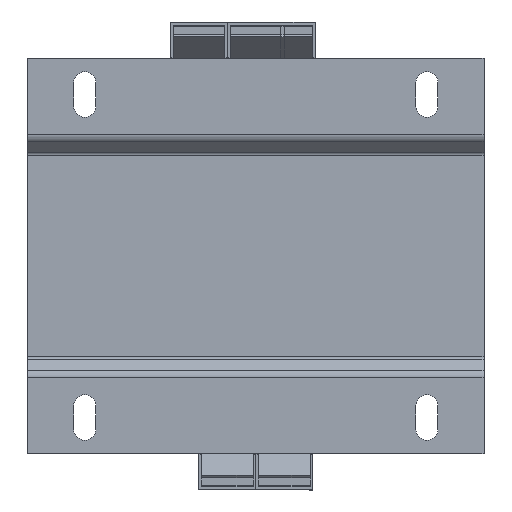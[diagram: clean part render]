
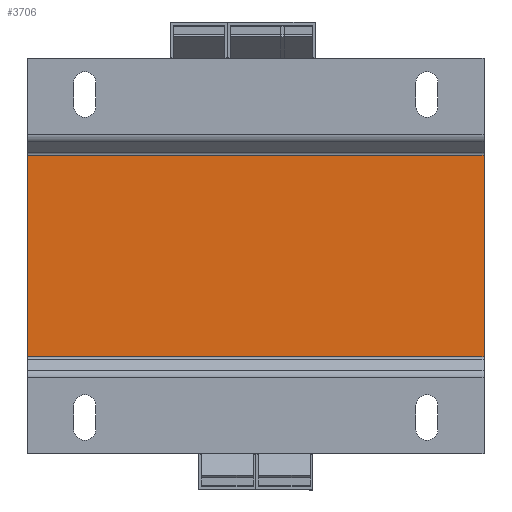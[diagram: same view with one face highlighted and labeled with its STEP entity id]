
A CAD part, front view. The second image highlights one B-rep face of the part: STEP entity #3706.
In plain terms, the highlighted planar face has unit normal (0, -1, 0).
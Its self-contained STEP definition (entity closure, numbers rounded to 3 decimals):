
#495 = DIRECTION ( 'NONE',  ( 1., 0., 0. ) ) ;
#868 = ORIENTED_EDGE ( 'NONE', *, *, #7031, .F. ) ;
#896 = CARTESIAN_POINT ( 'NONE',  ( -60., -51.5, -52. ) ) ;
#952 = VECTOR ( 'NONE', #11434, 1000. ) ;
#1471 = ORIENTED_EDGE ( 'NONE', *, *, #7852, .F. ) ;
#1716 = LINE ( 'NONE', #896, #6237 ) ;
#2166 = PLANE ( 'NONE',  #2318 ) ;
#2318 = AXIS2_PLACEMENT_3D ( 'NONE', #8496, #9504, #4298 ) ;
#3316 = EDGE_CURVE ( 'NONE', #6612, #10627, #8418, .T. ) ;
#3677 = VECTOR ( 'NONE', #6536, 1000. ) ;
#3706 = ADVANCED_FACE ( 'NONE', ( #5177 ), #2166, .F. ) ;
#4298 = DIRECTION ( 'NONE',  ( 0., 0., -1. ) ) ;
#4588 = CARTESIAN_POINT ( 'NONE',  ( -60., -51.5, -26.5 ) ) ;
#4853 = CARTESIAN_POINT ( 'NONE',  ( 60., -51.5, -26.5 ) ) ;
#5090 = DIRECTION ( 'NONE',  ( 0., 0., 1. ) ) ;
#5177 = FACE_OUTER_BOUND ( 'NONE', #12046, .T. ) ;
#5423 = ORIENTED_EDGE ( 'NONE', *, *, #5621, .F. ) ;
#5621 = EDGE_CURVE ( 'NONE', #6612, #6197, #1716, .T. ) ;
#6197 = VERTEX_POINT ( 'NONE', #9009 ) ;
#6237 = VECTOR ( 'NONE', #5090, 1000. ) ;
#6536 = DIRECTION ( 'NONE',  ( 1., 0., 0. ) ) ;
#6612 = VERTEX_POINT ( 'NONE', #4588 ) ;
#7031 = EDGE_CURVE ( 'NONE', #7543, #10627, #7894, .T. ) ;
#7543 = VERTEX_POINT ( 'NONE', #11464 ) ;
#7852 = EDGE_CURVE ( 'NONE', #6197, #7543, #12104, .T. ) ;
#7894 = LINE ( 'NONE', #8341, #952 ) ;
#8341 = CARTESIAN_POINT ( 'NONE',  ( 60., -51.5, -52. ) ) ;
#8418 = LINE ( 'NONE', #11816, #11829 ) ;
#8496 = CARTESIAN_POINT ( 'NONE',  ( 0., -51.5, 0. ) ) ;
#9009 = CARTESIAN_POINT ( 'NONE',  ( -60., -51.5, 26.5 ) ) ;
#9504 = DIRECTION ( 'NONE',  ( 0., 1., 0. ) ) ;
#9971 = ORIENTED_EDGE ( 'NONE', *, *, #3316, .T. ) ;
#10627 = VERTEX_POINT ( 'NONE', #4853 ) ;
#11434 = DIRECTION ( 'NONE',  ( 0., 0., -1. ) ) ;
#11464 = CARTESIAN_POINT ( 'NONE',  ( 60., -51.5, 26.5 ) ) ;
#11816 = CARTESIAN_POINT ( 'NONE',  ( 0., -51.5, -26.5 ) ) ;
#11829 = VECTOR ( 'NONE', #495, 1000. ) ;
#12046 = EDGE_LOOP ( 'NONE', ( #1471, #5423, #9971, #868 ) ) ;
#12104 = LINE ( 'NONE', #12756, #3677 ) ;
#12756 = CARTESIAN_POINT ( 'NONE',  ( 0., -51.5, 26.5 ) ) ;
